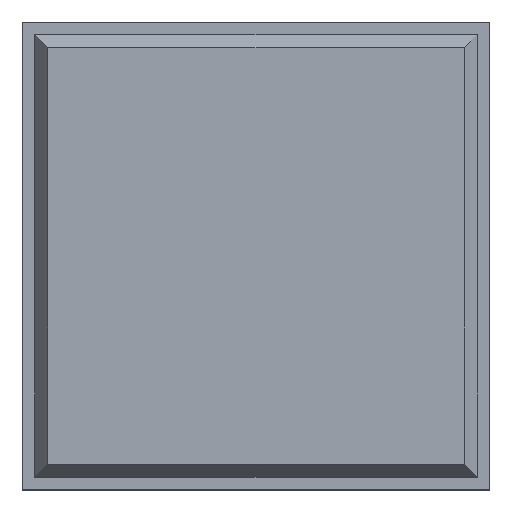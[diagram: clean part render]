
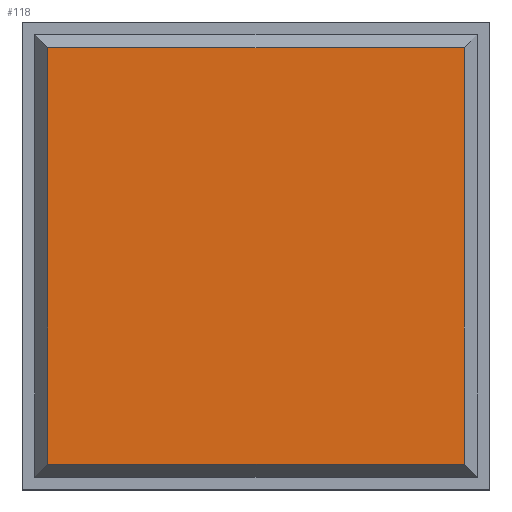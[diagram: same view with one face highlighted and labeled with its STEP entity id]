
A CAD part, top view. The second image highlights one B-rep face of the part: STEP entity #118.
In plain terms, the highlighted planar face has unit normal (0, 0, 1).
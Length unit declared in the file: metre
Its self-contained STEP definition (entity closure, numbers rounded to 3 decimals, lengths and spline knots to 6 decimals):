
#20 = VERTEX_POINT ( 'NONE', #52 ) ;
#48 = EDGE_CURVE ( 'NONE', #454, #264, #246, .T. ) ;
#52 = CARTESIAN_POINT ( 'NONE',  ( -0.2757, 0.2757, 0.022 ) ) ;
#97 = CARTESIAN_POINT ( 'NONE',  ( 0.2757, 0.2757, 0.022 ) ) ;
#100 = ORIENTED_EDGE ( 'NONE', *, *, #303, .T. ) ;
#101 = DIRECTION ( 'NONE',  ( 0., -1., 0. ) ) ;
#104 = LINE ( 'NONE', #255, #145 ) ;
#114 = CARTESIAN_POINT ( 'NONE',  ( -0.2757, -0.2757, 0.022 ) ) ;
#116 = CARTESIAN_POINT ( 'NONE',  ( 0.2757, 0.2757, 0.022 ) ) ;
#118 = ADVANCED_FACE ( 'NONE', ( #192 ), #346, .T. ) ;
#145 = VECTOR ( 'NONE', #405, 1. ) ;
#183 = ORIENTED_EDGE ( 'NONE', *, *, #48, .T. ) ;
#192 = FACE_OUTER_BOUND ( 'NONE', #228, .T. ) ;
#228 = EDGE_LOOP ( 'NONE', ( #183, #231, #100, #254 ) ) ;
#231 = ORIENTED_EDGE ( 'NONE', *, *, #473, .T. ) ;
#234 = VERTEX_POINT ( 'NONE', #97 ) ;
#246 = LINE ( 'NONE', #457, #417 ) ;
#254 = ORIENTED_EDGE ( 'NONE', *, *, #354, .T. ) ;
#255 = CARTESIAN_POINT ( 'NONE',  ( 0.2757, 0.2757, 0.022 ) ) ;
#264 = VERTEX_POINT ( 'NONE', #419 ) ;
#273 = VECTOR ( 'NONE', #101, 1. ) ;
#294 = VECTOR ( 'NONE', #318, 1. ) ;
#303 = EDGE_CURVE ( 'NONE', #234, #20, #104, .T. ) ;
#318 = DIRECTION ( 'NONE',  ( 0., 1., 0. ) ) ;
#336 = DIRECTION ( 'NONE',  ( 1., 0., 0. ) ) ;
#346 = PLANE ( 'NONE',  #435 ) ;
#348 = DIRECTION ( 'NONE',  ( 0., 0., 1. ) ) ;
#354 = EDGE_CURVE ( 'NONE', #20, #454, #441, .T. ) ;
#366 = DIRECTION ( 'NONE',  ( 1., 0., 0. ) ) ;
#384 = LINE ( 'NONE', #116, #294 ) ;
#405 = DIRECTION ( 'NONE',  ( -1., 0., 0. ) ) ;
#409 = CARTESIAN_POINT ( 'NONE',  ( 0., 0., 0.022 ) ) ;
#417 = VECTOR ( 'NONE', #366, 1. ) ;
#419 = CARTESIAN_POINT ( 'NONE',  ( 0.2757, -0.2757, 0.022 ) ) ;
#435 = AXIS2_PLACEMENT_3D ( 'NONE', #409, #348, #336 ) ;
#440 = CARTESIAN_POINT ( 'NONE',  ( -0.2757, 0.2757, 0.022 ) ) ;
#441 = LINE ( 'NONE', #440, #273 ) ;
#454 = VERTEX_POINT ( 'NONE', #114 ) ;
#457 = CARTESIAN_POINT ( 'NONE',  ( 0.2757, -0.2757, 0.022 ) ) ;
#473 = EDGE_CURVE ( 'NONE', #264, #234, #384, .T. ) ;
